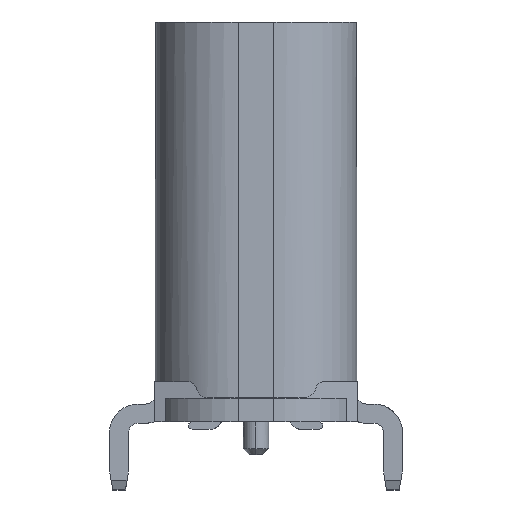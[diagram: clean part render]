
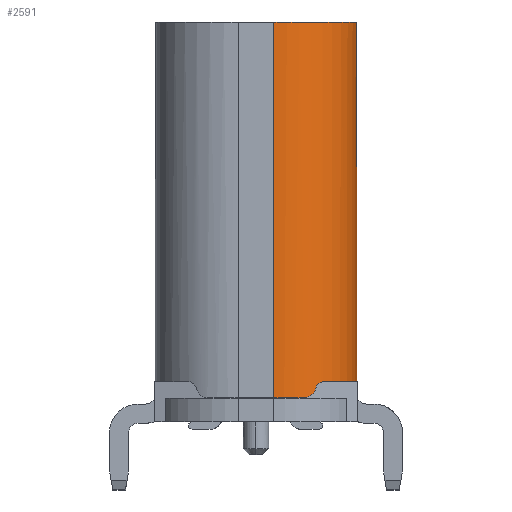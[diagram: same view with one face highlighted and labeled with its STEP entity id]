
A CAD part, left-side view. The second image highlights one B-rep face of the part: STEP entity #2591.
In plain terms, the highlighted cylindrical face has radius 1.3 mm (diameter 2.6 mm), a partial arc.
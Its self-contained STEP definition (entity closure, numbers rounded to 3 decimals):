
#1246=AXIS2_PLACEMENT_3D('Circle Axis2P3D',#1244,#1245,$) ;
#2525=AXIS2_PLACEMENT_3D('Cylinder Axis2P3D',#2522,#2523,#2524) ;
#2549=AXIS2_PLACEMENT_3D('Circle Axis2P3D',#2547,#2548,$) ;
#2556=AXIS2_PLACEMENT_3D('Circle Axis2P3D',#2554,#2555,$) ;
#2577=AXIS2_PLACEMENT_3D('Circle Axis2P3D',#2575,#2576,$) ;
#1106=CARTESIAN_POINT('Vertex',(1.25,0.721,1.7)) ;
#1241=CARTESIAN_POINT('Vertex',(1.3,0.72,1.7)) ;
#1244=CARTESIAN_POINT('Axis2P3D Location',(1.3,2.02,1.7)) ;
#2316=CARTESIAN_POINT('Vertex',(1.3,0.72,7.35)) ;
#2319=CARTESIAN_POINT('Line Origine',(1.3,0.72,4.525)) ;
#2522=CARTESIAN_POINT('Axis2P3D Location',(1.3,2.02,1.07)) ;
#2528=CARTESIAN_POINT('Control Point',(0.093,1.537,1.45)) ;
#2529=CARTESIAN_POINT('Control Point',(0.117,1.478,1.45)) ;
#2530=CARTESIAN_POINT('Control Point',(0.145,1.419,1.478)) ;
#2531=CARTESIAN_POINT('Control Point',(0.168,1.38,1.532)) ;
#2532=CARTESIAN_POINT('Control Point',(0.177,1.365,1.593)) ;
#2533=CARTESIAN_POINT('Vertex',(0.093,1.537,1.45)) ;
#2535=CARTESIAN_POINT('Vertex',(0.177,1.365,1.593)) ;
#2539=CARTESIAN_POINT('Control Point',(0.177,1.365,1.593)) ;
#2540=CARTESIAN_POINT('Control Point',(0.184,1.353,1.639)) ;
#2541=CARTESIAN_POINT('Control Point',(0.201,1.323,1.68)) ;
#2542=CARTESIAN_POINT('Control Point',(0.228,1.283,1.7)) ;
#2543=CARTESIAN_POINT('Control Point',(0.257,1.244,1.7)) ;
#2544=CARTESIAN_POINT('Vertex',(0.257,1.244,1.7)) ;
#2547=CARTESIAN_POINT('Axis2P3D Location',(1.3,2.02,1.7)) ;
#2551=CARTESIAN_POINT('Vertex',(0.682,0.876,1.7)) ;
#2554=CARTESIAN_POINT('Axis2P3D Location',(1.3,2.02,1.7)) ;
#2560=CARTESIAN_POINT('Control Point',(1.3,0.72,7.35)) ;
#2561=CARTESIAN_POINT('Control Point',(0.789,0.72,7.35)) ;
#2562=CARTESIAN_POINT('Control Point',(0.272,0.992,7.35)) ;
#2563=CARTESIAN_POINT('Control Point',(0.,1.509,7.35)) ;
#2564=CARTESIAN_POINT('Control Point',(0.,2.02,7.35)) ;
#2565=CARTESIAN_POINT('Vertex',(0.,2.02,7.35)) ;
#2568=CARTESIAN_POINT('Line Origine',(0.,2.02,1.07)) ;
#2572=CARTESIAN_POINT('Vertex',(0.,2.02,1.45)) ;
#2575=CARTESIAN_POINT('Axis2P3D Location',(1.3,2.02,1.45)) ;
#1245=DIRECTION('Axis2P3D Direction',(0.,0.,-1.)) ;
#2320=DIRECTION('Vector Direction',(0.,0.,-1.)) ;
#2523=DIRECTION('Axis2P3D Direction',(0.,0.,-1.)) ;
#2524=DIRECTION('Axis2P3D XDirection',(1.,0.,0.)) ;
#2548=DIRECTION('Axis2P3D Direction',(0.,0.,-1.)) ;
#2555=DIRECTION('Axis2P3D Direction',(0.,0.,-1.)) ;
#2569=DIRECTION('Vector Direction',(0.,0.,-1.)) ;
#2576=DIRECTION('Axis2P3D Direction',(0.,0.,-1.)) ;
#2321=VECTOR('Line Direction',#2320,1.) ;
#2570=VECTOR('Line Direction',#2569,1.) ;
#2581=ORIENTED_EDGE('',*,*,#2537,.T.) ;
#2582=ORIENTED_EDGE('',*,*,#2546,.T.) ;
#2583=ORIENTED_EDGE('',*,*,#2553,.T.) ;
#2584=ORIENTED_EDGE('',*,*,#2558,.F.) ;
#2585=ORIENTED_EDGE('',*,*,#1248,.T.) ;
#2586=ORIENTED_EDGE('',*,*,#2323,.F.) ;
#2587=ORIENTED_EDGE('',*,*,#2567,.T.) ;
#2588=ORIENTED_EDGE('',*,*,#2574,.T.) ;
#2589=ORIENTED_EDGE('',*,*,#2579,.F.) ;
#2591=ADVANCED_FACE('model',(#2590),#2526,.T.) ;
#2527=B_SPLINE_CURVE_WITH_KNOTS('',4,(#2528,#2529,#2530,#2531,#2532),.UNSPECIFIED.,.F.,.U.,(5,5),(0.,0.37),.UNSPECIFIED.) ;
#2538=B_SPLINE_CURVE_WITH_KNOTS('',4,(#2539,#2540,#2541,#2542,#2543),.UNSPECIFIED.,.F.,.U.,(5,5),(0.,0.278),.UNSPECIFIED.) ;
#2559=B_SPLINE_CURVE_WITH_KNOTS('',4,(#2560,#2561,#2562,#2563,#2564),.UNSPECIFIED.,.F.,.U.,(5,5),(-1.021,1.021),.UNSPECIFIED.) ;
#1247=CIRCLE('generated circle',#1246,1.3) ;
#2550=CIRCLE('generated circle',#2549,1.3) ;
#2557=CIRCLE('generated circle',#2556,1.3) ;
#2578=CIRCLE('generated circle',#2577,1.3) ;
#2526=CYLINDRICAL_SURFACE('generated cylinder',#2525,1.3) ;
#1248=EDGE_CURVE('',#1107,#1242,#1247,.F.) ;
#2323=EDGE_CURVE('',#2317,#1242,#2322,.T.) ;
#2537=EDGE_CURVE('',#2534,#2536,#2527,.T.) ;
#2546=EDGE_CURVE('',#2536,#2545,#2538,.T.) ;
#2553=EDGE_CURVE('',#2545,#2552,#2550,.F.) ;
#2558=EDGE_CURVE('',#1107,#2552,#2557,.T.) ;
#2567=EDGE_CURVE('',#2317,#2566,#2559,.T.) ;
#2574=EDGE_CURVE('',#2566,#2573,#2571,.T.) ;
#2579=EDGE_CURVE('',#2534,#2573,#2578,.T.) ;
#2580=EDGE_LOOP('',(#2581,#2582,#2583,#2584,#2585,#2586,#2587,#2588,#2589)) ;
#2590=FACE_OUTER_BOUND('',#2580,.T.) ;
#2322=LINE('Line',#2319,#2321) ;
#2571=LINE('Line',#2568,#2570) ;
#1107=VERTEX_POINT('',#1106) ;
#1242=VERTEX_POINT('',#1241) ;
#2317=VERTEX_POINT('',#2316) ;
#2534=VERTEX_POINT('',#2533) ;
#2536=VERTEX_POINT('',#2535) ;
#2545=VERTEX_POINT('',#2544) ;
#2552=VERTEX_POINT('',#2551) ;
#2566=VERTEX_POINT('',#2565) ;
#2573=VERTEX_POINT('',#2572) ;
